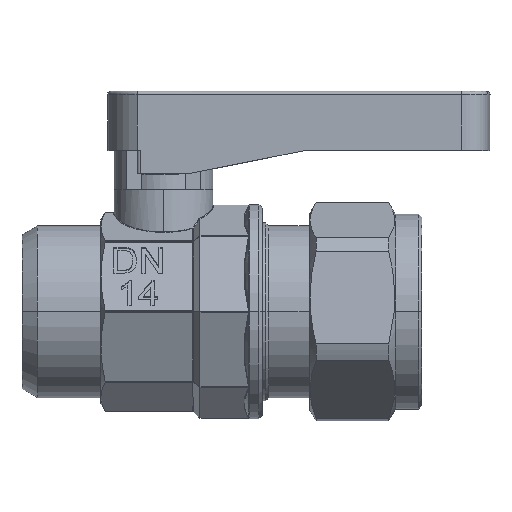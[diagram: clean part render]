
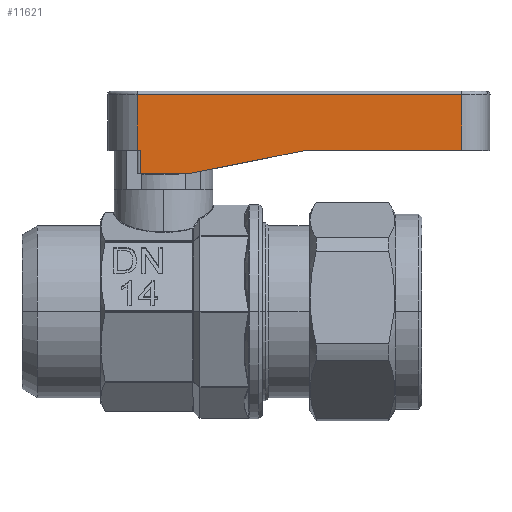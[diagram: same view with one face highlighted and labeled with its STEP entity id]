
A CAD part, top view. The second image highlights one B-rep face of the part: STEP entity #11621.
In plain terms, the highlighted planar face has unit normal (0, 0, 1).
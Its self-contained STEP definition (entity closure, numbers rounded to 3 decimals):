
#3027 = LINE ( 'NONE', #20368, #3036 ) ;
#3036 = VECTOR ( 'NONE', #20374, 1000. ) ;
#4969 = VECTOR ( 'NONE', #5129, 1000. ) ;
#4971 = LINE ( 'NONE', #5130, #4969 ) ;
#5129 = DIRECTION ( 'NONE',  ( 1., 0., 0. ) ) ;
#5130 = CARTESIAN_POINT ( 'NONE',  ( 22.08, 25.778, 7.5 ) ) ;
#6758 = EDGE_CURVE ( 'NONE', #16877, #17978, #3027, .T. ) ;
#8803 = EDGE_CURVE ( 'NONE', #17987, #17997, #39654, .T. ) ;
#8804 = EDGE_CURVE ( 'NONE', #18058, #17987, #39633, .T. ) ;
#8818 = EDGE_CURVE ( 'NONE', #16857, #16877, #40698, .T. ) ;
#8883 = EDGE_CURVE ( 'NONE', #17990, #16857, #39585, .T. ) ;
#8902 = EDGE_CURVE ( 'NONE', #18064, #17990, #40350, .T. ) ;
#8946 = EDGE_CURVE ( 'NONE', #17997, #18064, #40165, .T. ) ;
#9035 = EDGE_CURVE ( 'NONE', #17978, #18058, #4971, .T. ) ;
#10851 = ORIENTED_EDGE ( 'NONE', *, *, #8946, .T. ) ;
#10869 = ORIENTED_EDGE ( 'NONE', *, *, #8902, .T. ) ;
#10870 = ORIENTED_EDGE ( 'NONE', *, *, #8883, .T. ) ;
#10889 = ORIENTED_EDGE ( 'NONE', *, *, #8818, .T. ) ;
#10890 = ORIENTED_EDGE ( 'NONE', *, *, #6758, .T. ) ;
#10907 = ORIENTED_EDGE ( 'NONE', *, *, #9035, .T. ) ;
#10908 = ORIENTED_EDGE ( 'NONE', *, *, #8804, .T. ) ;
#10923 = ORIENTED_EDGE ( 'NONE', *, *, #8803, .T. ) ;
#11621 = ADVANCED_FACE ( 'NONE', ( #19358 ), #22177, .T. ) ;
#12927 = AXIS2_PLACEMENT_3D ( 'NONE', #22189, #22190, #22191 ) ;
#16857 = VERTEX_POINT ( 'NONE', #41676 ) ;
#16877 = VERTEX_POINT ( 'NONE', #41694 ) ;
#17486 = EDGE_LOOP ( 'NONE', ( #10851, #10869, #10870, #10889, #10890, #10907, #10908, #10923 ) ) ;
#17978 = VERTEX_POINT ( 'NONE', #41758 ) ;
#17987 = VERTEX_POINT ( 'NONE', #41762 ) ;
#17990 = VERTEX_POINT ( 'NONE', #41764 ) ;
#17997 = VERTEX_POINT ( 'NONE', #41761 ) ;
#18058 = VERTEX_POINT ( 'NONE', #41816 ) ;
#18064 = VERTEX_POINT ( 'NONE', #41823 ) ;
#19358 = FACE_OUTER_BOUND ( 'NONE', #17486, .T. ) ;
#20368 = CARTESIAN_POINT ( 'NONE',  ( -2.58, 30.028, 7.5 ) ) ;
#20374 = DIRECTION ( 'NONE',  ( 0., -1., 0. ) ) ;
#22177 = PLANE ( 'NONE',  #12927 ) ;
#22189 = CARTESIAN_POINT ( 'NONE',  ( -2.58, 22.278, 7.5 ) ) ;
#22190 = DIRECTION ( 'NONE',  ( 0., 0., 1. ) ) ;
#22191 = DIRECTION ( 'NONE',  ( 1., 0., 0. ) ) ;
#38582 = DIRECTION ( 'NONE',  ( 0.981, 0.196, 0. ) ) ;
#38637 = CARTESIAN_POINT ( 'NONE',  ( 5.42, 22.278, 7.5 ) ) ;
#38912 = DIRECTION ( 'NONE',  ( 1., 0., 0. ) ) ;
#38930 = CARTESIAN_POINT ( 'NONE',  ( 22.08, 25.778, 7.5 ) ) ;
#39012 = DIRECTION ( 'NONE',  ( 0., 1., 0. ) ) ;
#39013 = CARTESIAN_POINT ( 'NONE',  ( 46.74, 28.278, 7.5 ) ) ;
#39547 = VECTOR ( 'NONE', #39012, 1000. ) ;
#39585 = LINE ( 'NONE', #39013, #39547 ) ;
#39611 = VECTOR ( 'NONE', #40015, 1000. ) ;
#39630 = VECTOR ( 'NONE', #40021, 1000. ) ;
#39633 = LINE ( 'NONE', #40019, #39611 ) ;
#39654 = LINE ( 'NONE', #40025, #39630 ) ;
#39822 = CARTESIAN_POINT ( 'NONE',  ( 21.932, 34.278, 7.5 ) ) ;
#39837 = DIRECTION ( 'NONE',  ( -1., 0., 0. ) ) ;
#39910 = VECTOR ( 'NONE', #38582, 1000. ) ;
#40015 = DIRECTION ( 'NONE',  ( 0., -1., 0. ) ) ;
#40019 = CARTESIAN_POINT ( 'NONE',  ( -2.08, 28.278, 7.5 ) ) ;
#40021 = DIRECTION ( 'NONE',  ( 1., 0., 0. ) ) ;
#40025 = CARTESIAN_POINT ( 'NONE',  ( 22.08, 22.278, 7.5 ) ) ;
#40160 = VECTOR ( 'NONE', #38912, 1000. ) ;
#40165 = LINE ( 'NONE', #38637, #39910 ) ;
#40350 = LINE ( 'NONE', #38930, #40160 ) ;
#40420 = VECTOR ( 'NONE', #39837, 1000. ) ;
#40698 = LINE ( 'NONE', #39822, #40420 ) ;
#41676 = CARTESIAN_POINT ( 'NONE',  ( 46.74, 34.278, 7.5 ) ) ;
#41694 = CARTESIAN_POINT ( 'NONE',  ( -2.58, 34.278, 7.5 ) ) ;
#41758 = CARTESIAN_POINT ( 'NONE',  ( -2.58, 25.778, 7.5 ) ) ;
#41761 = CARTESIAN_POINT ( 'NONE',  ( 5.42, 22.278, 7.5 ) ) ;
#41762 = CARTESIAN_POINT ( 'NONE',  ( -2.08, 22.278, 7.5 ) ) ;
#41764 = CARTESIAN_POINT ( 'NONE',  ( 46.74, 25.778, 7.5 ) ) ;
#41816 = CARTESIAN_POINT ( 'NONE',  ( -2.08, 25.778, 7.5 ) ) ;
#41823 = CARTESIAN_POINT ( 'NONE',  ( 22.92, 25.778, 7.5 ) ) ;
